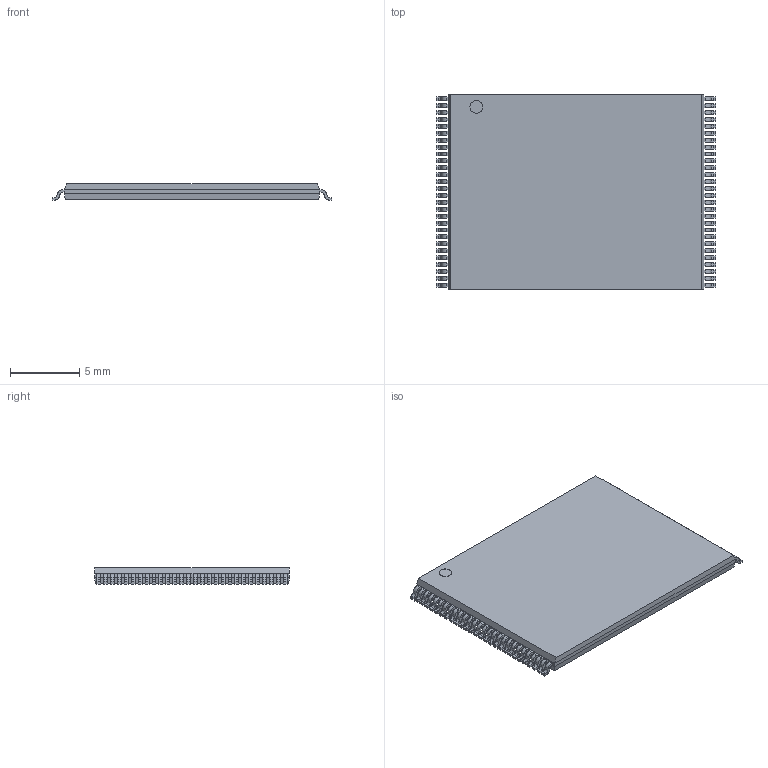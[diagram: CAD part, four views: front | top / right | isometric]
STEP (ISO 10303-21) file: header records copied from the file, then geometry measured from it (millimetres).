
FILE_DESCRIPTION(('STEP AP214'),'1');
FILE_NAME('TS056_SPA','2023-06-30T06:36:36',(''),(''),'','','');
FILE_SCHEMA(('AUTOMOTIVE_DESIGN'));
Length unit declared in the file: millimetre
Products named in the file (1): product
Bounding box: 20.19 x 14.1 x 1.2 mm (x, y, z)
Volume: 299.2 mm3; surface area: 654.6 mm2
Topology: 58 solids, 58 shells, 801 faces, 2047 edges, 1362 vertices
Faces by surface type: plane 576, cylinder 225
Full cylindrical faces by diameter (mm): 0.925 x1
Entity records: 23181 total; most frequent: DIRECTION 4102, ORIENTED_EDGE 4092, CARTESIAN_POINT 2391, EDGE_CURVE 2046, LINE 1596, VECTOR 1596, VERTEX_POINT 1362, AXIS2_PLACEMENT_3D 1253
